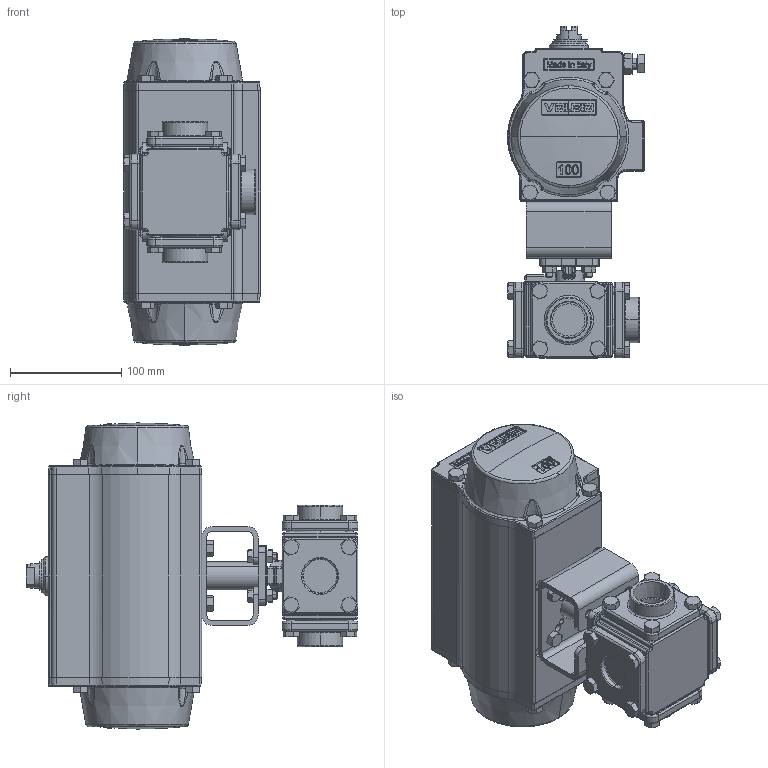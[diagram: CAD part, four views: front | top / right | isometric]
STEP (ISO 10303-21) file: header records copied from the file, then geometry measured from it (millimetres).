
FILE_DESCRIPTION (( 'STEP AP203' ), '1' );
FILE_NAME ('3W21F-100-PT_UT-3.STEP', '2018-01-25T14:07:48', ( '' ), ( '' ), 'SwSTEP 2.0', 'SolidWorks 2014', '' );
FILE_SCHEMA (( 'CONFIG_CONTROL_DESIGN' ));
Length unit declared in the file: inch
Products named in the file (1): 3W21F-100-PT_UT-3
Bounding box: 123.15 x 298.3 x 275.2 mm (x, y, z)
Volume: 4035340.9 mm3; surface area: 286548.9 mm2
Topology: 16 solids, 16 shells, 2549 faces, 6304 edges, 3848 vertices
Faces by surface type: plane 978, cylinder 501, bspline 466, cone 443, torus 91, sphere 70
Entity records: 102252 total; most frequent: CARTESIAN_POINT 45160, ORIENTED_EDGE 12504, DIRECTION 11044, EDGE_CURVE 6252, AXIS2_PLACEMENT_3D 4248, VERTEX_POINT 3848, EDGE_LOOP 2768, ADVANCED_FACE 2549
